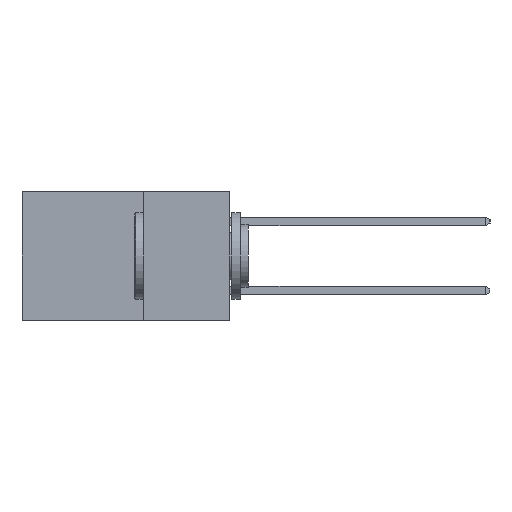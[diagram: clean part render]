
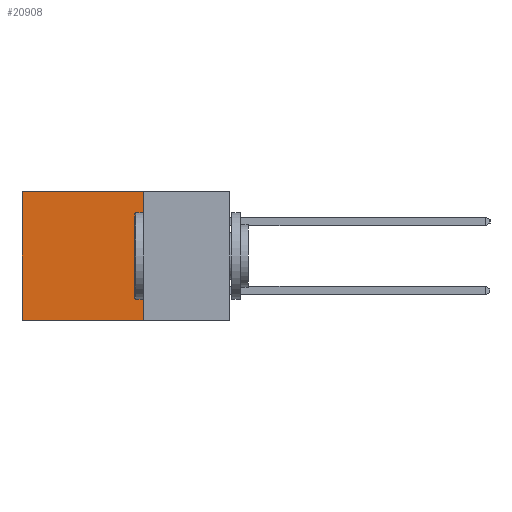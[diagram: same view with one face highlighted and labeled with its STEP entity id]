
A CAD part, left-side view. The second image highlights one B-rep face of the part: STEP entity #20908.
In plain terms, the highlighted planar face has unit normal (-1, 0, 0).
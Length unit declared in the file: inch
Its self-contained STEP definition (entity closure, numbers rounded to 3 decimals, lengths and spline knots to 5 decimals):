
#703 = DIRECTION ( 'NONE',  ( 1., 0., 0. ) ) ;
#2636 = VECTOR ( 'NONE', #12839, 39.37008 ) ;
#2899 = DIRECTION ( 'NONE',  ( 0., 1., 0. ) ) ;
#3325 = VECTOR ( 'NONE', #21276, 39.37008 ) ;
#4574 = ORIENTED_EDGE ( 'NONE', *, *, #11541, .F. ) ;
#5106 = CARTESIAN_POINT ( 'NONE',  ( 0.298, 0.25, -0.37 ) ) ;
#5382 = CARTESIAN_POINT ( 'NONE',  ( 0.298, 0.6, 0. ) ) ;
#5479 = AXIS2_PLACEMENT_3D ( 'NONE', #11508, #703, #15877 ) ;
#5951 = FACE_OUTER_BOUND ( 'NONE', #11998, .T. ) ;
#6065 = LINE ( 'NONE', #5106, #16171 ) ;
#7331 = VECTOR ( 'NONE', #16554, 39.37008 ) ;
#9071 = LINE ( 'NONE', #25483, #3325 ) ;
#9146 = ORIENTED_EDGE ( 'NONE', *, *, #24193, .T. ) ;
#11508 = CARTESIAN_POINT ( 'NONE',  ( 0.298, 0.25, 0. ) ) ;
#11541 = EDGE_CURVE ( 'NONE', #23882, #15521, #6065, .T. ) ;
#11998 = EDGE_LOOP ( 'NONE', ( #9146, #4574, #12663, #25374 ) ) ;
#12663 = ORIENTED_EDGE ( 'NONE', *, *, #24139, .F. ) ;
#12839 = DIRECTION ( 'NONE',  ( 0., 0., -1. ) ) ;
#13997 = CARTESIAN_POINT ( 'NONE',  ( 0.298, 0.25, 0. ) ) ;
#14383 = LINE ( 'NONE', #25024, #7331 ) ;
#15521 = VERTEX_POINT ( 'NONE', #16240 ) ;
#15877 = DIRECTION ( 'NONE',  ( 0., 0., -1. ) ) ;
#16171 = VECTOR ( 'NONE', #2899, 39.37008 ) ;
#16197 = CARTESIAN_POINT ( 'NONE',  ( 0.298, 0.25, -0.37 ) ) ;
#16240 = CARTESIAN_POINT ( 'NONE',  ( 0.298, 0.6, -0.37 ) ) ;
#16554 = DIRECTION ( 'NONE',  ( 0., 1., 0. ) ) ;
#20328 = VERTEX_POINT ( 'NONE', #13997 ) ;
#20460 = EDGE_CURVE ( 'NONE', #20328, #21677, #14383, .T. ) ;
#20908 = ADVANCED_FACE ( 'NONE', ( #5951 ), #22113, .F. ) ;
#21276 = DIRECTION ( 'NONE',  ( 0., 0., -1. ) ) ;
#21677 = VERTEX_POINT ( 'NONE', #5382 ) ;
#22113 = PLANE ( 'NONE',  #5479 ) ;
#23882 = VERTEX_POINT ( 'NONE', #16197 ) ;
#24139 = EDGE_CURVE ( 'NONE', #20328, #23882, #9071, .T. ) ;
#24193 = EDGE_CURVE ( 'NONE', #21677, #15521, #25488, .T. ) ;
#25024 = CARTESIAN_POINT ( 'NONE',  ( 0.298, 0.25, 0. ) ) ;
#25374 = ORIENTED_EDGE ( 'NONE', *, *, #20460, .T. ) ;
#25483 = CARTESIAN_POINT ( 'NONE',  ( 0.298, 0.25, 0. ) ) ;
#25488 = LINE ( 'NONE', #27815, #2636 ) ;
#27815 = CARTESIAN_POINT ( 'NONE',  ( 0.298, 0.6, 0. ) ) ;
